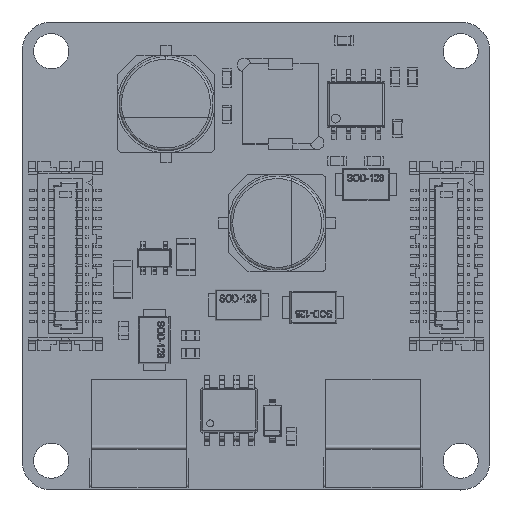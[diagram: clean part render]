
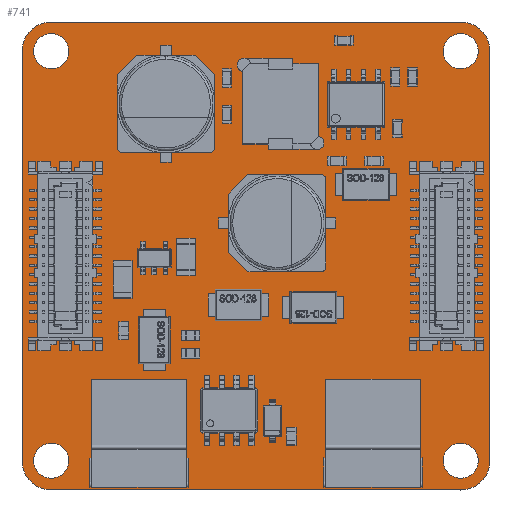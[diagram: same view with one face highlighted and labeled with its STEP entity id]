
A CAD part, top view. The second image highlights one B-rep face of the part: STEP entity #741.
In plain terms, the highlighted planar face has unit normal (0, 0, 1).
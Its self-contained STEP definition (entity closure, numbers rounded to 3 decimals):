
#94 = VERTEX_POINT('',#95);
#95 = CARTESIAN_POINT('',(133.121,-83.602,0.));
#112 = VERTEX_POINT('',#113);
#113 = CARTESIAN_POINT('',(168.12,-83.602,0.));
#119 = EDGE_CURVE('',#94,#112,#120,.T.);
#120 = LINE('',#121,#122);
#121 = CARTESIAN_POINT('',(133.121,-83.602,0.));
#122 = VECTOR('',#123,1.);
#123 = DIRECTION('',(1.,0.,0.));
#144 = VERTEX_POINT('',#145);
#145 = CARTESIAN_POINT('',(130.622,-86.101,0.));
#151 = EDGE_CURVE('',#94,#144,#152,.T.);
#152 = CIRCLE('',#153,2.499);
#153 = AXIS2_PLACEMENT_3D('',#154,#155,#156);
#154 = CARTESIAN_POINT('',(133.121,-86.101,0.));
#155 = DIRECTION('',(0.,0.,1.));
#156 = DIRECTION('',(1.,0.,0.));
#167 = VERTEX_POINT('',#168);
#168 = CARTESIAN_POINT('',(170.619,-86.101,0.));
#184 = EDGE_CURVE('',#167,#112,#185,.T.);
#185 = CIRCLE('',#186,2.499);
#186 = AXIS2_PLACEMENT_3D('',#187,#188,#189);
#187 = CARTESIAN_POINT('',(168.12,-86.101,0.));
#188 = DIRECTION('',(0.,0.,1.));
#189 = DIRECTION('',(1.,0.,0.));
#200 = VERTEX_POINT('',#201);
#201 = CARTESIAN_POINT('',(130.622,-121.102,0.));
#216 = EDGE_CURVE('',#200,#144,#217,.T.);
#217 = LINE('',#218,#219);
#218 = CARTESIAN_POINT('',(130.622,-121.102,0.));
#219 = VECTOR('',#220,1.);
#220 = DIRECTION('',(0.,1.,0.));
#240 = VERTEX_POINT('',#241);
#241 = CARTESIAN_POINT('',(170.622,-121.102,0.));
#247 = EDGE_CURVE('',#167,#240,#248,.T.);
#248 = LINE('',#249,#250);
#249 = CARTESIAN_POINT('',(170.619,-86.101,0.));
#250 = VECTOR('',#251,1.);
#251 = DIRECTION('',(0.,-1.,0.));
#272 = VERTEX_POINT('',#273);
#273 = CARTESIAN_POINT('',(133.121,-123.601,0.));
#279 = EDGE_CURVE('',#200,#272,#280,.T.);
#280 = CIRCLE('',#281,2.499);
#281 = AXIS2_PLACEMENT_3D('',#282,#283,#284);
#282 = CARTESIAN_POINT('',(133.121,-121.102,0.));
#283 = DIRECTION('',(0.,0.,1.));
#284 = DIRECTION('',(1.,0.,0.));
#295 = VERTEX_POINT('',#296);
#296 = CARTESIAN_POINT('',(168.12,-123.604,0.));
#312 = EDGE_CURVE('',#295,#240,#313,.T.);
#313 = CIRCLE('',#314,2.502);
#314 = AXIS2_PLACEMENT_3D('',#315,#316,#317);
#315 = CARTESIAN_POINT('',(168.12,-121.102,0.));
#316 = DIRECTION('',(0.,0.,1.));
#317 = DIRECTION('',(1.,0.,0.));
#335 = EDGE_CURVE('',#295,#272,#336,.T.);
#336 = LINE('',#337,#338);
#337 = CARTESIAN_POINT('',(168.12,-123.604,0.));
#338 = VECTOR('',#339,1.);
#339 = DIRECTION('',(-1.,0.,0.));
#350 = VERTEX_POINT('',#351);
#351 = CARTESIAN_POINT('',(139.572,-115.603,0.));
#367 = EDGE_CURVE('',#350,#350,#368,.T.);
#368 = CIRCLE('',#369,0.7);
#369 = AXIS2_PLACEMENT_3D('',#370,#371,#372);
#370 = CARTESIAN_POINT('',(138.872,-115.603,0.));
#371 = DIRECTION('',(0.,0.,1.));
#372 = DIRECTION('',(1.,0.,-0.));
#383 = VERTEX_POINT('',#384);
#384 = CARTESIAN_POINT('',(136.42,-111.201,0.));
#400 = EDGE_CURVE('',#383,#383,#401,.T.);
#401 = CIRCLE('',#402,0.4);
#402 = AXIS2_PLACEMENT_3D('',#403,#404,#405);
#403 = CARTESIAN_POINT('',(136.02,-111.201,0.));
#404 = DIRECTION('',(0.,0.,1.));
#405 = DIRECTION('',(1.,0.,-0.));
#416 = VERTEX_POINT('',#417);
#417 = CARTESIAN_POINT('',(134.621,-86.101,0.));
#433 = EDGE_CURVE('',#416,#416,#434,.T.);
#434 = CIRCLE('',#435,1.5);
#435 = AXIS2_PLACEMENT_3D('',#436,#437,#438);
#436 = CARTESIAN_POINT('',(133.121,-86.101,0.));
#437 = DIRECTION('',(0.,0.,1.));
#438 = DIRECTION('',(1.,0.,-0.));
#449 = VERTEX_POINT('',#450);
#450 = CARTESIAN_POINT('',(136.42,-96.002,0.));
#466 = EDGE_CURVE('',#449,#449,#467,.T.);
#467 = CIRCLE('',#468,0.4);
#468 = AXIS2_PLACEMENT_3D('',#469,#470,#471);
#469 = CARTESIAN_POINT('',(136.02,-96.002,0.));
#470 = DIRECTION('',(0.,0.,1.));
#471 = DIRECTION('',(1.,0.,-0.));
#482 = VERTEX_POINT('',#483);
#483 = CARTESIAN_POINT('',(143.072,-115.603,0.));
#499 = EDGE_CURVE('',#482,#482,#500,.T.);
#500 = CIRCLE('',#501,0.7);
#501 = AXIS2_PLACEMENT_3D('',#502,#503,#504);
#502 = CARTESIAN_POINT('',(142.372,-115.603,0.));
#503 = DIRECTION('',(0.,0.,1.));
#504 = DIRECTION('',(1.,0.,-0.));
#515 = VERTEX_POINT('',#516);
#516 = CARTESIAN_POINT('',(169.02,-96.002,0.));
#532 = EDGE_CURVE('',#515,#515,#533,.T.);
#533 = CIRCLE('',#534,0.4);
#534 = AXIS2_PLACEMENT_3D('',#535,#536,#537);
#535 = CARTESIAN_POINT('',(168.62,-96.002,0.));
#536 = DIRECTION('',(0.,0.,1.));
#537 = DIRECTION('',(1.,0.,-0.));
#548 = VERTEX_POINT('',#549);
#549 = CARTESIAN_POINT('',(163.074,-115.598,0.));
#565 = EDGE_CURVE('',#548,#548,#566,.T.);
#566 = CIRCLE('',#567,0.7);
#567 = AXIS2_PLACEMENT_3D('',#568,#569,#570);
#568 = CARTESIAN_POINT('',(162.375,-115.598,0.));
#569 = DIRECTION('',(0.,0.,1.));
#570 = DIRECTION('',(1.,0.,-0.));
#581 = VERTEX_POINT('',#582);
#582 = CARTESIAN_POINT('',(169.02,-111.201,0.));
#598 = EDGE_CURVE('',#581,#581,#599,.T.);
#599 = CIRCLE('',#600,0.4);
#600 = AXIS2_PLACEMENT_3D('',#601,#602,#603);
#601 = CARTESIAN_POINT('',(168.62,-111.201,0.));
#602 = DIRECTION('',(0.,0.,1.));
#603 = DIRECTION('',(1.,0.,-0.));
#614 = VERTEX_POINT('',#615);
#615 = CARTESIAN_POINT('',(169.62,-86.101,0.));
#631 = EDGE_CURVE('',#614,#614,#632,.T.);
#632 = CIRCLE('',#633,1.5);
#633 = AXIS2_PLACEMENT_3D('',#634,#635,#636);
#634 = CARTESIAN_POINT('',(168.12,-86.101,0.));
#635 = DIRECTION('',(0.,0.,1.));
#636 = DIRECTION('',(1.,0.,-0.));
#647 = VERTEX_POINT('',#648);
#648 = CARTESIAN_POINT('',(159.574,-115.598,0.));
#664 = EDGE_CURVE('',#647,#647,#665,.T.);
#665 = CIRCLE('',#666,0.7);
#666 = AXIS2_PLACEMENT_3D('',#667,#668,#669);
#667 = CARTESIAN_POINT('',(158.874,-115.598,0.));
#668 = DIRECTION('',(0.,0.,1.));
#669 = DIRECTION('',(1.,0.,-0.));
#680 = VERTEX_POINT('',#681);
#681 = CARTESIAN_POINT('',(134.621,-121.102,0.));
#697 = EDGE_CURVE('',#680,#680,#698,.T.);
#698 = CIRCLE('',#699,1.5);
#699 = AXIS2_PLACEMENT_3D('',#700,#701,#702);
#700 = CARTESIAN_POINT('',(133.121,-121.102,0.));
#701 = DIRECTION('',(0.,0.,1.));
#702 = DIRECTION('',(1.,0.,-0.));
#713 = VERTEX_POINT('',#714);
#714 = CARTESIAN_POINT('',(169.62,-121.102,0.));
#730 = EDGE_CURVE('',#713,#713,#731,.T.);
#731 = CIRCLE('',#732,1.5);
#732 = AXIS2_PLACEMENT_3D('',#733,#734,#735);
#733 = CARTESIAN_POINT('',(168.12,-121.102,0.));
#734 = DIRECTION('',(0.,0.,1.));
#735 = DIRECTION('',(1.,0.,-0.));
#741 = ADVANCED_FACE('',(#742,#752,#755,#758,#761,#764,#767,#770,#773,
    #776,#779,#782,#785),#788,.F.);
#742 = FACE_BOUND('',#743,.F.);
#743 = EDGE_LOOP('',(#744,#745,#746,#747,#748,#749,#750,#751));
#744 = ORIENTED_EDGE('',*,*,#119,.T.);
#745 = ORIENTED_EDGE('',*,*,#184,.F.);
#746 = ORIENTED_EDGE('',*,*,#247,.T.);
#747 = ORIENTED_EDGE('',*,*,#312,.F.);
#748 = ORIENTED_EDGE('',*,*,#335,.T.);
#749 = ORIENTED_EDGE('',*,*,#279,.F.);
#750 = ORIENTED_EDGE('',*,*,#216,.T.);
#751 = ORIENTED_EDGE('',*,*,#151,.F.);
#752 = FACE_BOUND('',#753,.F.);
#753 = EDGE_LOOP('',(#754));
#754 = ORIENTED_EDGE('',*,*,#367,.T.);
#755 = FACE_BOUND('',#756,.F.);
#756 = EDGE_LOOP('',(#757));
#757 = ORIENTED_EDGE('',*,*,#400,.T.);
#758 = FACE_BOUND('',#759,.F.);
#759 = EDGE_LOOP('',(#760));
#760 = ORIENTED_EDGE('',*,*,#433,.T.);
#761 = FACE_BOUND('',#762,.F.);
#762 = EDGE_LOOP('',(#763));
#763 = ORIENTED_EDGE('',*,*,#466,.T.);
#764 = FACE_BOUND('',#765,.F.);
#765 = EDGE_LOOP('',(#766));
#766 = ORIENTED_EDGE('',*,*,#499,.T.);
#767 = FACE_BOUND('',#768,.F.);
#768 = EDGE_LOOP('',(#769));
#769 = ORIENTED_EDGE('',*,*,#532,.T.);
#770 = FACE_BOUND('',#771,.F.);
#771 = EDGE_LOOP('',(#772));
#772 = ORIENTED_EDGE('',*,*,#565,.T.);
#773 = FACE_BOUND('',#774,.F.);
#774 = EDGE_LOOP('',(#775));
#775 = ORIENTED_EDGE('',*,*,#598,.T.);
#776 = FACE_BOUND('',#777,.F.);
#777 = EDGE_LOOP('',(#778));
#778 = ORIENTED_EDGE('',*,*,#631,.T.);
#779 = FACE_BOUND('',#780,.F.);
#780 = EDGE_LOOP('',(#781));
#781 = ORIENTED_EDGE('',*,*,#664,.T.);
#782 = FACE_BOUND('',#783,.F.);
#783 = EDGE_LOOP('',(#784));
#784 = ORIENTED_EDGE('',*,*,#697,.T.);
#785 = FACE_BOUND('',#786,.F.);
#786 = EDGE_LOOP('',(#787));
#787 = ORIENTED_EDGE('',*,*,#730,.T.);
#788 = PLANE('',#789);
#789 = AXIS2_PLACEMENT_3D('',#790,#791,#792);
#790 = CARTESIAN_POINT('',(150.622,-103.602,0.));
#791 = DIRECTION('',(-0.,-0.,-1.));
#792 = DIRECTION('',(-1.,0.,0.));
